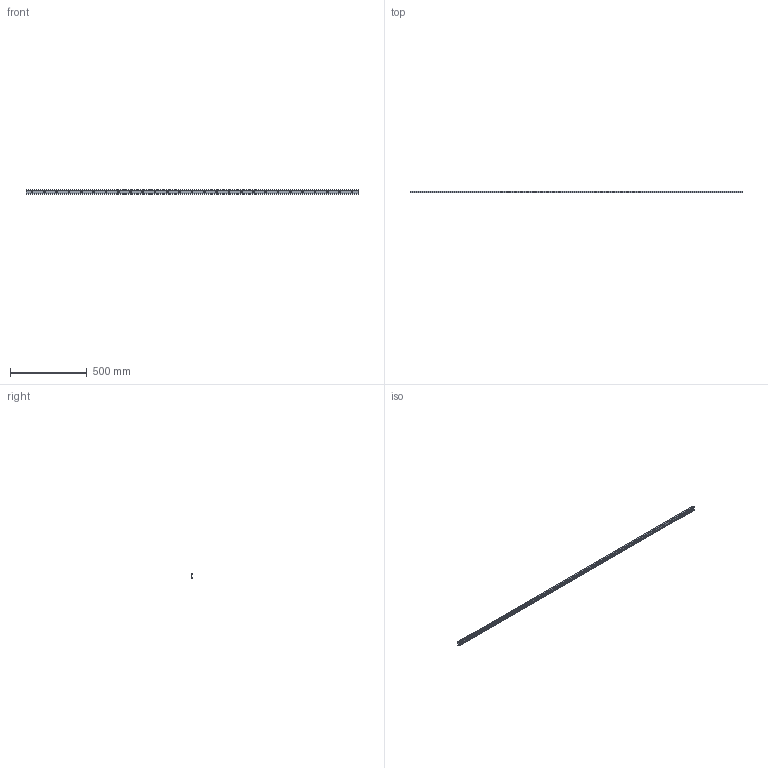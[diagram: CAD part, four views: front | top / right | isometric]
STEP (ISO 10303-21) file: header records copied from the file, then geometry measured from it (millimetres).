
FILE_DESCRIPTION((''),'2;1');
FILE_NAME('LCX 28H-2160.C.stp','2016-04-28T08:30:22',('MRathmann'),(''),'Autodesk Inventor 2012','Autodesk Inventor 2012','');
FILE_SCHEMA(('CONFIG_CONTROL_DESIGN'));
Length unit declared in the file: millimetre
Products named in the file (1): LCX 28H-2160.C
Bounding box: 2160 x 12.3 x 28 mm (x, y, z)
Volume: 349250.7 mm3; surface area: 209404.4 mm2
Topology: 1 solids, 1 shells, 105 faces, 255 edges, 179 vertices
Faces by surface type: cylinder 65, plane 40
Full cylindrical faces by diameter (mm): 6.4 x27, 11 x27
Entity records: 2796 total; most frequent: DIRECTION 516, CARTESIAN_POINT 432, ORIENTED_EDGE 348, EDGE_LOOP 240, AXIS2_PLACEMENT_3D 236, EDGE_CURVE 174, VERTEX_POINT 152, FACE_BOUND 135
